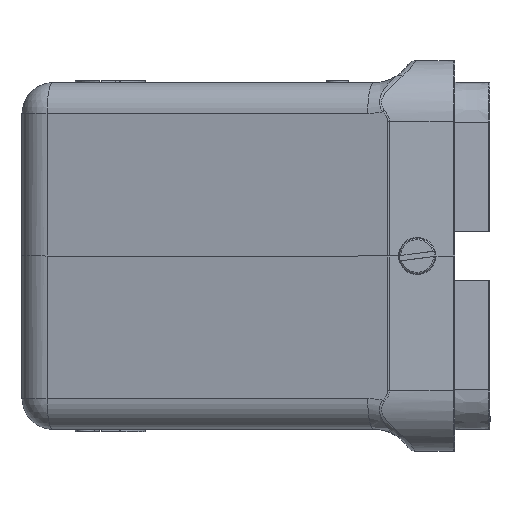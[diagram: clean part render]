
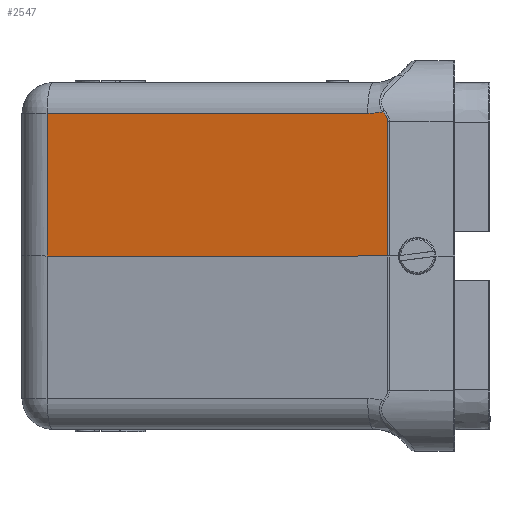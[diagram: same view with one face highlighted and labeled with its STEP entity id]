
A CAD part, left-side view. The second image highlights one B-rep face of the part: STEP entity #2547.
In plain terms, the highlighted planar face has unit normal (-0.982, 0.191, 0.009).
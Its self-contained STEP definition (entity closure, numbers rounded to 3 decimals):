
#337=ELLIPSE('',#7693,16.809,16.5);
#471=FACE_OUTER_BOUND('',#3205,.T.);
#769=PLANE('',#7694);
#1242=LINE('',#11212,#1944);
#1268=LINE('',#11397,#1970);
#1269=LINE('',#11398,#1971);
#1270=LINE('',#11400,#1972);
#1944=VECTOR('',#8779,1.);
#1970=VECTOR('',#8895,1.);
#1971=VECTOR('',#8896,1.);
#1972=VECTOR('',#8897,1.);
#2547=ADVANCED_FACE('NONE',(#471),#769,.T.);
#3205=EDGE_LOOP('',(#4354,#4355,#4356,#4357,#4358,#4359));
#4354=ORIENTED_EDGE('',*,*,#6692,.T.);
#4355=ORIENTED_EDGE('',*,*,#6693,.T.);
#4356=ORIENTED_EDGE('',*,*,#6694,.T.);
#4357=ORIENTED_EDGE('',*,*,#6633,.F.);
#4358=ORIENTED_EDGE('',*,*,#6695,.T.);
#4359=ORIENTED_EDGE('',*,*,#6696,.T.);
#5850=VERTEX_POINT('',#11209);
#5851=VERTEX_POINT('',#11211);
#5891=VERTEX_POINT('',#11393);
#5892=VERTEX_POINT('',#11394);
#5893=VERTEX_POINT('',#11396);
#5894=VERTEX_POINT('',#11399);
#6633=EDGE_CURVE('NONE',#5851,#5850,#1242,.T.);
#6692=EDGE_CURVE('NONE',#5891,#5892,#7334,.T.);
#6693=EDGE_CURVE('NONE',#5892,#5893,#337,.T.);
#6694=EDGE_CURVE('NONE',#5893,#5850,#1268,.T.);
#6695=EDGE_CURVE('NONE',#5851,#5894,#1269,.T.);
#6696=EDGE_CURVE('NONE',#5894,#5891,#1270,.T.);
#7334=CIRCLE('',#7692,3.295);
#7692=AXIS2_PLACEMENT_3D('',#11392,#8891,#8892);
#7693=AXIS2_PLACEMENT_3D('',#11395,#8893,#8894);
#7694=AXIS2_PLACEMENT_3D('',#11401,#8898,#8899);
#8779=DIRECTION('',(0.009,0.,1.));
#8891=DIRECTION('',(-0.982,0.191,0.009));
#8892=DIRECTION('',(0.191,0.982,0.));
#8893=DIRECTION('',(0.982,-0.191,-0.009));
#8894=DIRECTION('',(0.191,0.981,0.045));
#8895=DIRECTION('',(0.191,0.982,0.));
#8896=DIRECTION('',(-0.191,-0.982,0.));
#8897=DIRECTION('',(0.009,-0.001,1.));
#8898=DIRECTION('',(-0.982,0.191,0.009));
#8899=DIRECTION('',(-0.191,-0.982,0.));
#11209=CARTESIAN_POINT('',(-50.18,92.336,32.311));
#11211=CARTESIAN_POINT('',(-50.467,92.336,0.));
#11212=CARTESIAN_POINT('',(-50.819,92.336,-39.563));
#11392=CARTESIAN_POINT('',(-64.575,18.381,30.12));
#11393=CARTESIAN_POINT('',(-65.199,15.161,30.372));
#11394=CARTESIAN_POINT('',(-64.955,16.309,32.659));
#11395=CARTESIAN_POINT('',(-64.152,19.702,48.811));
#11396=CARTESIAN_POINT('',(-64.299,19.702,32.311));
#11397=CARTESIAN_POINT('',(-49.09,97.946,32.311));
#11398=CARTESIAN_POINT('',(-49.366,98.,0.));
#11399=CARTESIAN_POINT('',(-65.463,15.189,0.));
#11400=CARTESIAN_POINT('',(-65.463,15.189,0.071));
#11401=CARTESIAN_POINT('',(-49.366,98.,0.));
